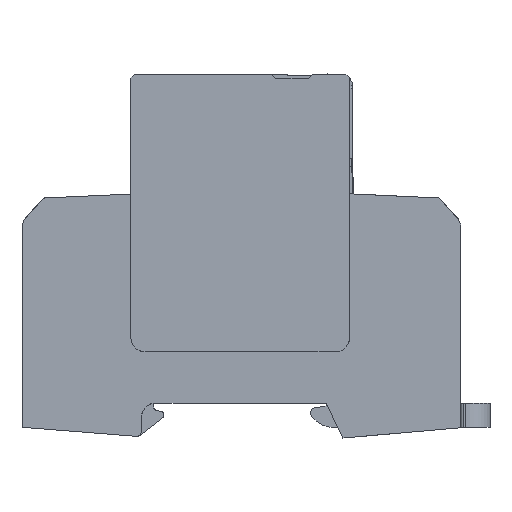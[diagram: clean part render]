
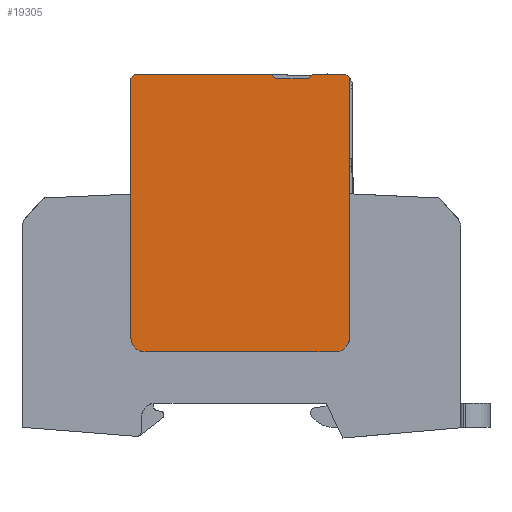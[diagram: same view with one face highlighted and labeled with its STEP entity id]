
A CAD part, left-side view. The second image highlights one B-rep face of the part: STEP entity #19305.
In plain terms, the highlighted planar face has unit normal (-1, 0, 0).
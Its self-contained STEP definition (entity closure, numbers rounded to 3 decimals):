
#19208=AXIS2_PLACEMENT_3D('Plane Axis2P3D',#19205,#19206,#19207) ;
#19023=CARTESIAN_POINT('Vertex',(0.,44.06,73.853)) ;
#19037=CARTESIAN_POINT('Vertex',(0.,44.96,74.753)) ;
#19040=CARTESIAN_POINT('Line Origine',(0.,44.51,74.303)) ;
#19178=CARTESIAN_POINT('Line Origine',(0.,73.485,74.378)) ;
#19182=CARTESIAN_POINT('Vertex',(0.,73.86,74.003)) ;
#19184=CARTESIAN_POINT('Vertex',(0.,73.11,74.753)) ;
#19205=CARTESIAN_POINT('Axis2P3D Location',(0.,72.86,17.703)) ;
#19211=CARTESIAN_POINT('Control Point',(0.,73.86,74.003)) ;
#19212=CARTESIAN_POINT('Control Point',(0.,73.86,63.343)) ;
#19213=CARTESIAN_POINT('Control Point',(0.,73.86,52.683)) ;
#19214=CARTESIAN_POINT('Control Point',(0.,73.86,42.023)) ;
#19215=CARTESIAN_POINT('Control Point',(0.,73.86,31.363)) ;
#19216=CARTESIAN_POINT('Control Point',(0.,73.86,20.703)) ;
#19217=CARTESIAN_POINT('Vertex',(0.,73.86,20.703)) ;
#19221=CARTESIAN_POINT('Control Point',(0.,73.86,20.703)) ;
#19222=CARTESIAN_POINT('Control Point',(0.,73.86,19.76)) ;
#19223=CARTESIAN_POINT('Control Point',(0.,73.491,18.817)) ;
#19224=CARTESIAN_POINT('Control Point',(0.,72.746,18.072)) ;
#19225=CARTESIAN_POINT('Control Point',(0.,71.803,17.703)) ;
#19226=CARTESIAN_POINT('Control Point',(0.,70.86,17.703)) ;
#19227=CARTESIAN_POINT('Vertex',(0.,70.86,17.703)) ;
#19231=CARTESIAN_POINT('Control Point',(0.,70.86,17.703)) ;
#19232=CARTESIAN_POINT('Control Point',(0.,63.06,17.703)) ;
#19233=CARTESIAN_POINT('Control Point',(0.,55.26,17.703)) ;
#19234=CARTESIAN_POINT('Control Point',(0.,47.46,17.703)) ;
#19235=CARTESIAN_POINT('Control Point',(0.,39.66,17.703)) ;
#19236=CARTESIAN_POINT('Control Point',(0.,31.86,17.703)) ;
#19237=CARTESIAN_POINT('Vertex',(0.,31.86,17.703)) ;
#19241=CARTESIAN_POINT('Control Point',(0.,31.86,17.703)) ;
#19242=CARTESIAN_POINT('Control Point',(0.,30.918,17.703)) ;
#19243=CARTESIAN_POINT('Control Point',(0.,29.975,18.072)) ;
#19244=CARTESIAN_POINT('Control Point',(0.,29.229,18.817)) ;
#19245=CARTESIAN_POINT('Control Point',(0.,28.86,19.76)) ;
#19246=CARTESIAN_POINT('Control Point',(0.,28.86,20.703)) ;
#19247=CARTESIAN_POINT('Vertex',(0.,28.86,20.703)) ;
#19251=CARTESIAN_POINT('Control Point',(0.,28.86,20.703)) ;
#19252=CARTESIAN_POINT('Control Point',(0.,28.86,31.363)) ;
#19253=CARTESIAN_POINT('Control Point',(0.,28.86,42.023)) ;
#19254=CARTESIAN_POINT('Control Point',(0.,28.86,52.683)) ;
#19255=CARTESIAN_POINT('Control Point',(0.,28.86,63.343)) ;
#19256=CARTESIAN_POINT('Control Point',(0.,28.86,74.003)) ;
#19257=CARTESIAN_POINT('Vertex',(0.,28.86,74.003)) ;
#19260=CARTESIAN_POINT('Line Origine',(0.,29.235,74.378)) ;
#19264=CARTESIAN_POINT('Vertex',(0.,29.61,74.753)) ;
#19267=CARTESIAN_POINT('Line Origine',(0.,33.035,74.753)) ;
#19271=CARTESIAN_POINT('Vertex',(0.,36.46,74.753)) ;
#19274=CARTESIAN_POINT('Line Origine',(0.,36.91,74.303)) ;
#19278=CARTESIAN_POINT('Vertex',(0.,37.36,73.853)) ;
#19281=CARTESIAN_POINT('Line Origine',(0.,40.71,73.853)) ;
#19286=CARTESIAN_POINT('Line Origine',(0.,59.035,74.753)) ;
#19041=DIRECTION('Vector Direction',(0.,0.707,0.707)) ;
#19179=DIRECTION('Vector Direction',(0.,-0.707,0.707)) ;
#19206=DIRECTION('Axis2P3D Direction',(-1.,0.,0.)) ;
#19207=DIRECTION('Axis2P3D XDirection',(0.,1.,0.)) ;
#19261=DIRECTION('Vector Direction',(0.,-0.707,-0.707)) ;
#19268=DIRECTION('Vector Direction',(0.,1.,0.)) ;
#19275=DIRECTION('Vector Direction',(0.,0.707,-0.707)) ;
#19282=DIRECTION('Vector Direction',(0.,1.,0.)) ;
#19287=DIRECTION('Vector Direction',(0.,1.,0.)) ;
#19042=VECTOR('Line Direction',#19041,1.) ;
#19180=VECTOR('Line Direction',#19179,1.) ;
#19262=VECTOR('Line Direction',#19261,1.) ;
#19269=VECTOR('Line Direction',#19268,1.) ;
#19276=VECTOR('Line Direction',#19275,1.) ;
#19283=VECTOR('Line Direction',#19282,1.) ;
#19288=VECTOR('Line Direction',#19287,1.) ;
#19292=ORIENTED_EDGE('',*,*,#19219,.T.) ;
#19293=ORIENTED_EDGE('',*,*,#19229,.T.) ;
#19294=ORIENTED_EDGE('',*,*,#19239,.T.) ;
#19295=ORIENTED_EDGE('',*,*,#19249,.T.) ;
#19296=ORIENTED_EDGE('',*,*,#19259,.T.) ;
#19297=ORIENTED_EDGE('',*,*,#19266,.F.) ;
#19298=ORIENTED_EDGE('',*,*,#19273,.T.) ;
#19299=ORIENTED_EDGE('',*,*,#19280,.T.) ;
#19300=ORIENTED_EDGE('',*,*,#19285,.T.) ;
#19301=ORIENTED_EDGE('',*,*,#19044,.T.) ;
#19302=ORIENTED_EDGE('',*,*,#19290,.T.) ;
#19303=ORIENTED_EDGE('',*,*,#19186,.F.) ;
#19305=ADVANCED_FACE('ABLEITER_1',(#19304),#19209,.T.) ;
#19210=B_SPLINE_CURVE_WITH_KNOTS('',5,(#19211,#19212,#19213,#19214,#19215,#19216),.UNSPECIFIED.,.F.,.U.,(6,6),(0.65,53.95),.UNSPECIFIED.) ;
#19220=B_SPLINE_CURVE_WITH_KNOTS('',5,(#19221,#19222,#19223,#19224,#19225,#19226),.UNSPECIFIED.,.F.,.U.,(6,6),(0.,4.965),.UNSPECIFIED.) ;
#19230=B_SPLINE_CURVE_WITH_KNOTS('',5,(#19231,#19232,#19233,#19234,#19235,#19236),.UNSPECIFIED.,.F.,.U.,(6,6),(0.,39.),.UNSPECIFIED.) ;
#19240=B_SPLINE_CURVE_WITH_KNOTS('',5,(#19241,#19242,#19243,#19244,#19245,#19246),.UNSPECIFIED.,.F.,.U.,(6,6),(0.,4.965),.UNSPECIFIED.) ;
#19250=B_SPLINE_CURVE_WITH_KNOTS('',5,(#19251,#19252,#19253,#19254,#19255,#19256),.UNSPECIFIED.,.F.,.U.,(6,6),(0.,53.3),.UNSPECIFIED.) ;
#19044=EDGE_CURVE('',#19024,#19038,#19043,.T.) ;
#19186=EDGE_CURVE('',#19183,#19185,#19181,.T.) ;
#19219=EDGE_CURVE('',#19183,#19218,#19210,.T.) ;
#19229=EDGE_CURVE('',#19218,#19228,#19220,.T.) ;
#19239=EDGE_CURVE('',#19228,#19238,#19230,.T.) ;
#19249=EDGE_CURVE('',#19238,#19248,#19240,.T.) ;
#19259=EDGE_CURVE('',#19248,#19258,#19250,.T.) ;
#19266=EDGE_CURVE('',#19265,#19258,#19263,.T.) ;
#19273=EDGE_CURVE('',#19265,#19272,#19270,.T.) ;
#19280=EDGE_CURVE('',#19272,#19279,#19277,.T.) ;
#19285=EDGE_CURVE('',#19279,#19024,#19284,.T.) ;
#19290=EDGE_CURVE('',#19038,#19185,#19289,.T.) ;
#19291=EDGE_LOOP('',(#19292,#19293,#19294,#19295,#19296,#19297,#19298,#19299,#19300,#19301,#19302,#19303)) ;
#19304=FACE_OUTER_BOUND('',#19291,.T.) ;
#19043=LINE('Line',#19040,#19042) ;
#19181=LINE('Line',#19178,#19180) ;
#19263=LINE('Line',#19260,#19262) ;
#19270=LINE('Line',#19267,#19269) ;
#19277=LINE('Line',#19274,#19276) ;
#19284=LINE('Line',#19281,#19283) ;
#19289=LINE('Line',#19286,#19288) ;
#19209=PLANE('',#19208) ;
#19024=VERTEX_POINT('',#19023) ;
#19038=VERTEX_POINT('',#19037) ;
#19183=VERTEX_POINT('',#19182) ;
#19185=VERTEX_POINT('',#19184) ;
#19218=VERTEX_POINT('',#19217) ;
#19228=VERTEX_POINT('',#19227) ;
#19238=VERTEX_POINT('',#19237) ;
#19248=VERTEX_POINT('',#19247) ;
#19258=VERTEX_POINT('',#19257) ;
#19265=VERTEX_POINT('',#19264) ;
#19272=VERTEX_POINT('',#19271) ;
#19279=VERTEX_POINT('',#19278) ;
